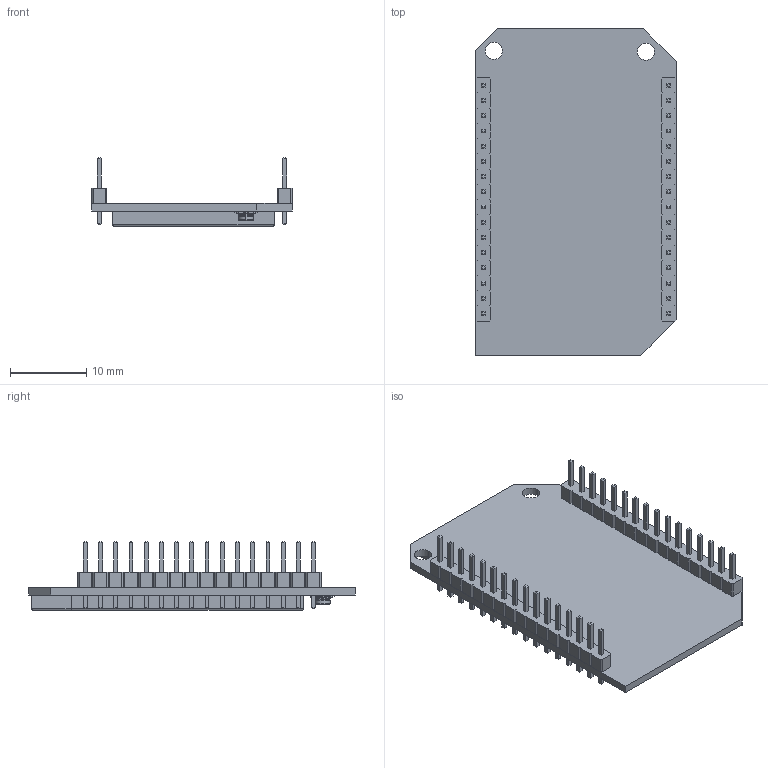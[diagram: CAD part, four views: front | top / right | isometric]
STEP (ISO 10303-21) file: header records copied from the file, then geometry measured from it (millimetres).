
FILE_DESCRIPTION(('FreeCAD Model'),'2;1');
FILE_NAME('omega2.STEP', '2018-04-14T10:45:51',('Author'),(''), 'Open CASCADE STEP processor 7.1','FreeCAD','Unknown');
FILE_SCHEMA(('AUTOMOTIVE_DESIGN { 1 0 10303 214 1 1 1 1 }'));
Length unit declared in the file: millimetre
Products named in the file (10): U.FL-R-SMT-1; Part4^omega2; Part3^omega2; PinHeader_1x16_P2.00mm_Vertical001; PinHeader_1x16_P2.00mm_Vertical; omega2
Assembly tree (5 placements, depth 2):
  U.FL-R-SMT-1
  Part4^omega2
  Part3^omega2
  PinHeader_1x16_P2.00mm_Vertical001
  PinHeader_1x16_P2.00mm_Vertical
Bounding box: 26.4 x 42.9 x 9 mm (x, y, z)
Volume: 5743.2 mm3; surface area: 10050.6 mm2
Topology: 10 solids, 10 shells, 1726 faces, 4172 edges, 2596 vertices
Faces by surface type: plane 1652, cylinder 58, cone 12, revolution 4
Entity records: 37988 total; most frequent: CARTESIAN_POINT 6670, ORIENTED_EDGE 6468, DIRECTION 6010, EDGE_CURVE 3234, LINE 3110, VECTOR 3110, VERTEX_POINT 2016, AXIS2_PLACEMENT_3D 1448
